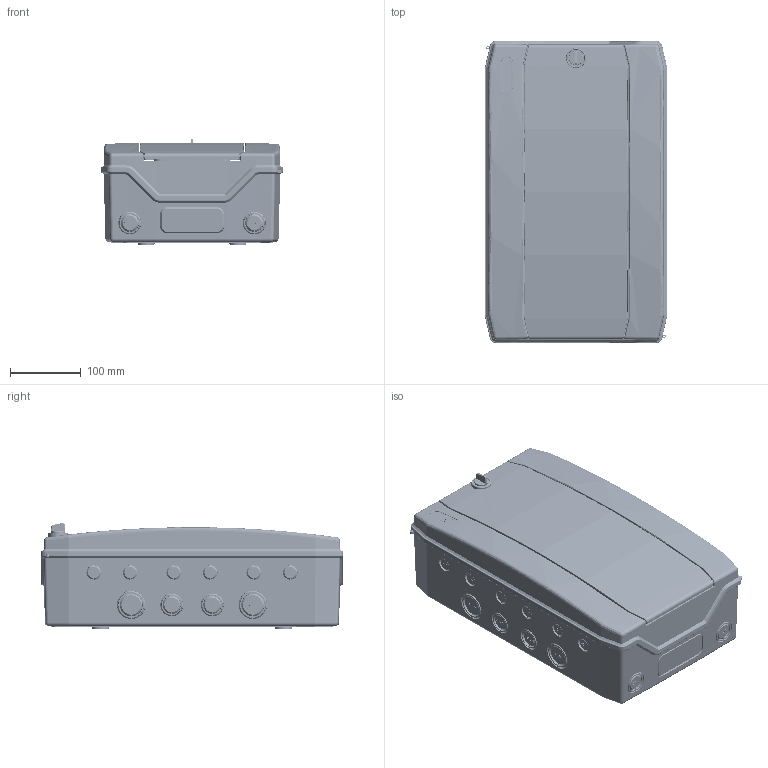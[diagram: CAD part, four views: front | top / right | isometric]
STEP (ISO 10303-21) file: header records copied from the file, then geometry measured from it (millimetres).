
FILE_DESCRIPTION((''),'2;1');
FILE_NAME('ECH_18PT_V2_ASM','2025-03-10T12:48:23',('klemen.sitar'),('Audax d.o.o.'),'CREO PARAMETRIC BY PTC INC, 2021304','CREO PARAMETRIC BY PTC INC, 2021304','');
FILE_SCHEMA(('AP242_MANAGED_MODEL_BASED_3D_ENGINEERING_MIM_LF { 1 0 10303 442 1 1 4 }'));
Length unit declared in the file: millimetre
Products named in the file (21): PRT0004_1_1_1_1_1; PRT0004_1_2_1_1_1; PRT0004_1_3_1_1_1; PLASTICNI_VIJAK_D_SERIJE_1_1; HOL_RAF_4X30_3_9MMX32MM_1_1; MASKA_N18D_15_06_2020__KONACNO_; DIN_SINA_ZA_18_OSIGURACA_1; CEP_NAZIDNIH_KUCIST_C_I_D_SER_1; VRATA_22_06_2020__KONACNO_1; HOL_RAF_3_5X13_3_5MMX13MM_1_1; NOSAC_DIN_SINE_D_SERIJE_1; KLJUC_D_-_15_05_2020_1_1; DMS_-_DEO_1; POKLOPAC_I_1; TELO_SABIRNICE_-_04_05_2017__1; MESINGANA_SABIRNICA_15_1; MESINGANA_SABIRNICA_N8-D_1; SKLOP_NOSACA_I_SABIRNICE_ASM_1_ASM; HOL_RAF_3_5X19_3_5MMX13MM_1; KUCISTE_N18-D_1; ECH_18PT_V2_ASM
Assembly tree (35 placements, depth 3):
  ECH_18PT_V2_ASM
    PRT0004_1_1_1_1_1
    PRT0004_1_2_1_1_1
    PRT0004_1_3_1_1_1
    PLASTICNI_VIJAK_D_SERIJE_1_1  x4
    HOL_RAF_4X30_3_9MMX32MM_1_1  x4
    MASKA_N18D_15_06_2020__KONACNO_
    DIN_SINA_ZA_18_OSIGURACA_1
    CEP_NAZIDNIH_KUCIST_C_I_D_SER_1  x4
    VRATA_22_06_2020__KONACNO_1
    HOL_RAF_3_5X13_3_5MMX13MM_1_1  x2
    NOSAC_DIN_SINE_D_SERIJE_1  x2
    KLJUC_D_-_15_05_2020_1_1
    SKLOP_NOSACA_I_SABIRNICE_ASM_1_ASM
      DMS_-_DEO_1  x2
      POKLOPAC_I_1
      TELO_SABIRNICE_-_04_05_2017__1
      MESINGANA_SABIRNICA_15_1  x2
      MESINGANA_SABIRNICA_N8-D_1  x2
    HOL_RAF_3_5X19_3_5MMX13MM_1  x2
    KUCISTE_N18-D_1
Bounding box: 258.5 x 427.75 x 149.62 mm (x, y, z)
Volume: 678366.4 mm3; surface area: 1277504.5 mm2
Topology: 31 solids, 34 shells, 8008 faces, 22202 edges, 14486 vertices
Faces by surface type: plane 4623, cylinder 1083, extrusion 753, bspline 678, cone 544, torus 281, sphere 40, revolution 6
Entity records: 358982 total; most frequent: CARTESIAN_POINT 125565, ORIENTED_EDGE 39187, DIRECTION 30000, PRESENTATION_STYLE_ASSIGNMENT 19619, STYLED_ITEM 19619, CURVE_STYLE 19600, EDGE_CURVE 19600, VECTOR 14118
